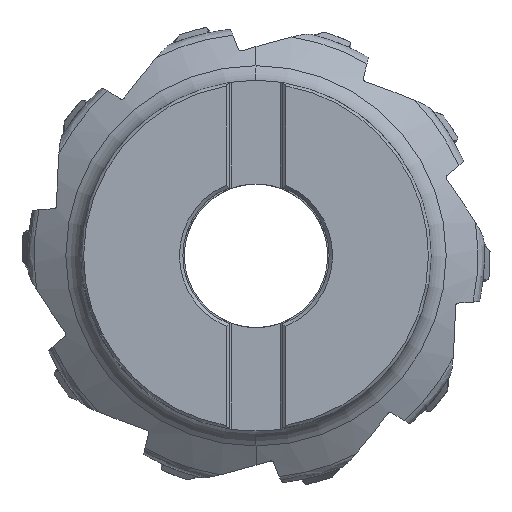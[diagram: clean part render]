
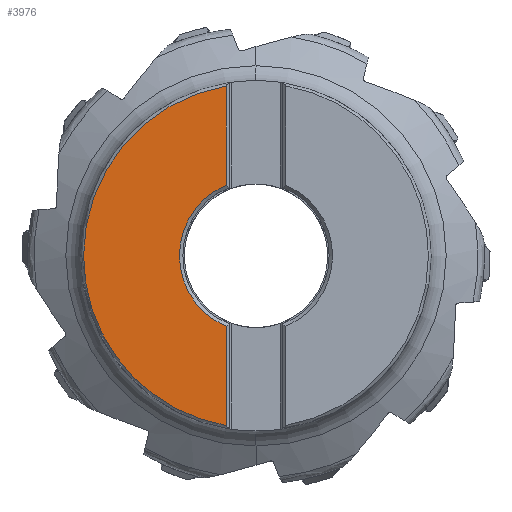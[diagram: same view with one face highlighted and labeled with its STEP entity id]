
A CAD part, top view. The second image highlights one B-rep face of the part: STEP entity #3976.
In plain terms, the highlighted planar face has unit normal (0, 0, 1).
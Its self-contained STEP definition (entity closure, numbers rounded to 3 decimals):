
#280=PLANE('',#24913);
#1501=LINE('',#37643,#2583);
#1502=LINE('',#37647,#2584);
#2583=VECTOR('',#28246,1.);
#2584=VECTOR('',#28249,1.);
#3976=ADVANCED_FACE('',(#5450),#280,.F.);
#5450=FACE_OUTER_BOUND('',#6780,.T.);
#6780=EDGE_LOOP('',(#10124,#10125,#10126,#10127,#10128));
#8180=CIRCLE('',#24909,61.029);
#8181=CIRCLE('',#24910,61.029);
#8182=CIRCLE('',#24912,27.1);
#10124=ORIENTED_EDGE('',*,*,#19925,.F.);
#10125=ORIENTED_EDGE('',*,*,#19926,.F.);
#10126=ORIENTED_EDGE('',*,*,#19927,.F.);
#10127=ORIENTED_EDGE('',*,*,#19924,.F.);
#10128=ORIENTED_EDGE('',*,*,#19923,.F.);
#17354=VERTEX_POINT('',#37616);
#17358=VERTEX_POINT('',#37638);
#17359=VERTEX_POINT('',#37640);
#17360=VERTEX_POINT('',#37644);
#17361=VERTEX_POINT('',#37646);
#19923=EDGE_CURVE('',#17358,#17359,#8180,.T.);
#19924=EDGE_CURVE('',#17359,#17354,#8181,.T.);
#19925=EDGE_CURVE('',#17360,#17358,#1501,.T.);
#19926=EDGE_CURVE('',#17361,#17360,#8182,.T.);
#19927=EDGE_CURVE('',#17354,#17361,#1502,.T.);
#24909=AXIS2_PLACEMENT_3D('',#37639,#28240,#28241);
#24910=AXIS2_PLACEMENT_3D('',#37641,#28242,#28243);
#24912=AXIS2_PLACEMENT_3D('',#37645,#28247,#28248);
#24913=AXIS2_PLACEMENT_3D('',#37648,#28250,#28251);
#28240=DIRECTION('',(0.,0.,-1.));
#28241=DIRECTION('',(-0.172,-0.985,0.));
#28242=DIRECTION('',(0.,0.,-1.));
#28243=DIRECTION('',(-1.,0.003,0.));
#28246=DIRECTION('',(0.,-1.,0.));
#28247=DIRECTION('',(0.,0.,1.));
#28248=DIRECTION('',(-0.388,0.922,0.));
#28249=DIRECTION('',(0.,-1.,0.));
#28250=DIRECTION('',(0.,0.,-1.));
#28251=DIRECTION('',(1.,0.,0.));
#37616=CARTESIAN_POINT('',(-10.525,60.114,0.));
#37638=CARTESIAN_POINT('',(-10.525,-60.114,0.));
#37639=CARTESIAN_POINT('',(0.,0.,0.));
#37640=CARTESIAN_POINT('',(-61.028,0.155,0.));
#37641=CARTESIAN_POINT('',(0.,0.,0.));
#37643=CARTESIAN_POINT('',(-10.525,-24.973,0.));
#37644=CARTESIAN_POINT('',(-10.525,-24.973,0.));
#37645=CARTESIAN_POINT('',(0.,0.,0.));
#37646=CARTESIAN_POINT('',(-10.525,24.973,0.));
#37647=CARTESIAN_POINT('',(-10.525,60.114,0.));
#37648=CARTESIAN_POINT('',(66.975,99.404,0.));
